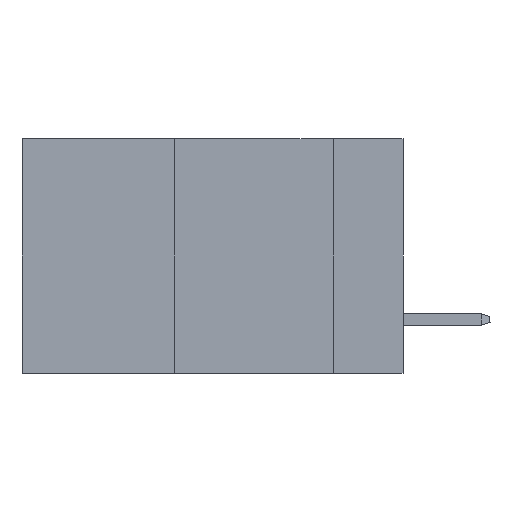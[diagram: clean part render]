
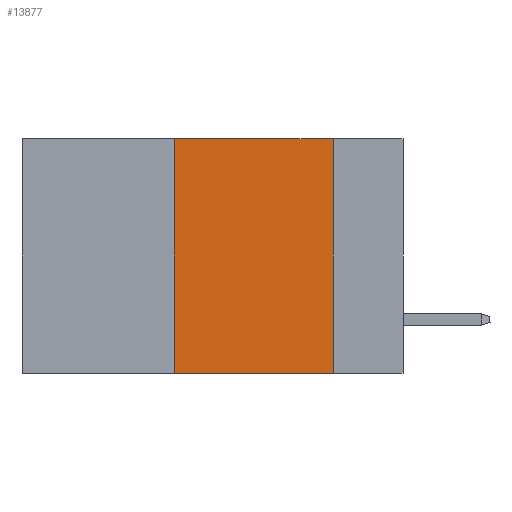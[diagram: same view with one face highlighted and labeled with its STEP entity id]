
A CAD part, left-side view. The second image highlights one B-rep face of the part: STEP entity #13877.
In plain terms, the highlighted planar face has unit normal (-1, 0, 0).
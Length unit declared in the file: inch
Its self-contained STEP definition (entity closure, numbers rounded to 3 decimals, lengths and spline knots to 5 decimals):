
#95 = VERTEX_POINT ( 'NONE', #12729 ) ;
#4145 = DIRECTION ( 'NONE',  ( 1., 0., 0. ) ) ;
#7434 = PLANE ( 'NONE',  #10443 ) ;
#9122 = CARTESIAN_POINT ( 'NONE',  ( 0., 0.36, 0. ) ) ;
#9247 = CARTESIAN_POINT ( 'NONE',  ( 0., 0.6, -0.37 ) ) ;
#10443 = AXIS2_PLACEMENT_3D ( 'NONE', #25577, #4145, #14402 ) ;
#12729 = CARTESIAN_POINT ( 'NONE',  ( 0., 0.36, 0. ) ) ;
#13562 = CARTESIAN_POINT ( 'NONE',  ( 0., 0.11, 0. ) ) ;
#13609 = VECTOR ( 'NONE', #30529, 39.37008 ) ;
#13877 = ADVANCED_FACE ( 'NONE', ( #21152 ), #7434, .F. ) ;
#14402 = DIRECTION ( 'NONE',  ( 0., 0., -1. ) ) ;
#16057 = LINE ( 'NONE', #16739, #13609 ) ;
#16090 = DIRECTION ( 'NONE',  ( 0., 0., 1. ) ) ;
#16739 = CARTESIAN_POINT ( 'NONE',  ( 0., 0.6, 0. ) ) ;
#19169 = EDGE_LOOP ( 'NONE', ( #32154, #33337, #34283, #28067 ) ) ;
#20134 = VECTOR ( 'NONE', #36931, 39.37008 ) ;
#21152 = FACE_OUTER_BOUND ( 'NONE', #19169, .T. ) ;
#25577 = CARTESIAN_POINT ( 'NONE',  ( 0., 0.6, 0. ) ) ;
#26700 = LINE ( 'NONE', #9247, #20134 ) ;
#27952 = VERTEX_POINT ( 'NONE', #45768 ) ;
#28025 = VECTOR ( 'NONE', #41944, 39.37008 ) ;
#28067 = ORIENTED_EDGE ( 'NONE', *, *, #41522, .T. ) ;
#28173 = EDGE_CURVE ( 'NONE', #27952, #32443, #31279, .T. ) ;
#30529 = DIRECTION ( 'NONE',  ( 0., -1., 0. ) ) ;
#31279 = LINE ( 'NONE', #13562, #28025 ) ;
#31627 = EDGE_CURVE ( 'NONE', #34136, #95, #41214, .T. ) ;
#32154 = ORIENTED_EDGE ( 'NONE', *, *, #28173, .F. ) ;
#32443 = VERTEX_POINT ( 'NONE', #32828 ) ;
#32597 = CARTESIAN_POINT ( 'NONE',  ( 0., 0.36, -0.37 ) ) ;
#32828 = CARTESIAN_POINT ( 'NONE',  ( 0., 0.11, -0.37 ) ) ;
#33337 = ORIENTED_EDGE ( 'NONE', *, *, #44313, .F. ) ;
#34136 = VERTEX_POINT ( 'NONE', #32597 ) ;
#34283 = ORIENTED_EDGE ( 'NONE', *, *, #31627, .F. ) ;
#35709 = VECTOR ( 'NONE', #16090, 39.37008 ) ;
#36931 = DIRECTION ( 'NONE',  ( 0., -1., 0. ) ) ;
#41214 = LINE ( 'NONE', #9122, #35709 ) ;
#41522 = EDGE_CURVE ( 'NONE', #34136, #32443, #26700, .T. ) ;
#41944 = DIRECTION ( 'NONE',  ( 0., 0., -1. ) ) ;
#44313 = EDGE_CURVE ( 'NONE', #95, #27952, #16057, .T. ) ;
#45768 = CARTESIAN_POINT ( 'NONE',  ( 0., 0.11, 0. ) ) ;
